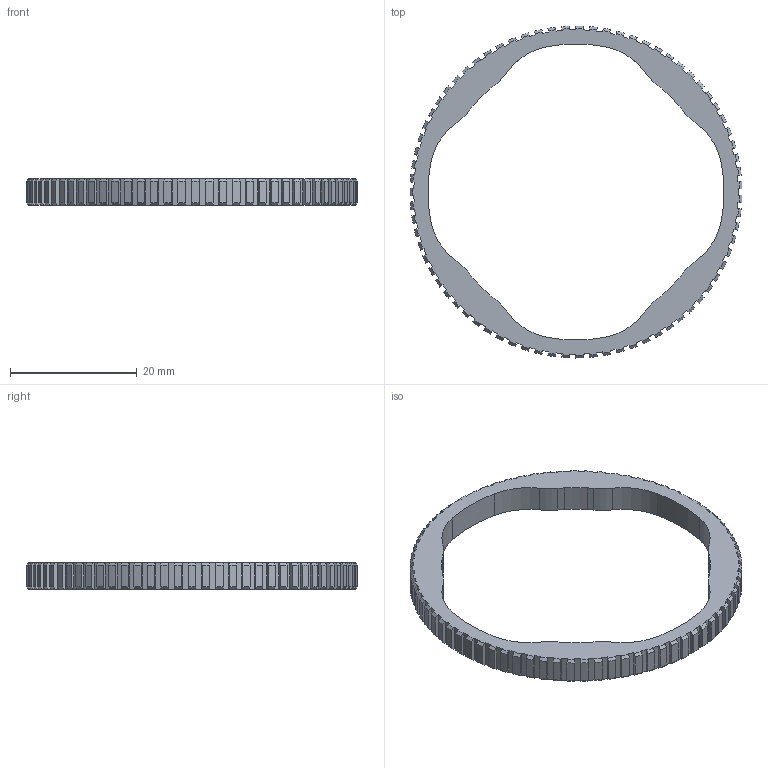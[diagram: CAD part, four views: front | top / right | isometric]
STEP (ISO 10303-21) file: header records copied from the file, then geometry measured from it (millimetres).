
FILE_DESCRIPTION(('FreeCAD Model'),'2;1');
FILE_NAME('Open CASCADE Shape Model','2023-10-24T22:31:14',(''),(''), 'Open CASCADE STEP processor 7.6','FreeCAD','Unknown');
FILE_SCHEMA(('AUTOMOTIVE_DESIGN { 1 0 10303 214 1 1 1 1 }'));
Length unit declared in the file: millimetre
Products named in the file (1): Lockring
Bounding box: 52.39 x 52.4 x 4.2 mm (x, y, z)
Volume: 2184.1 mm3; surface area: 2643.3 mm2
Topology: 1 solids, 1 shells, 484 faces, 1446 edges, 964 vertices
Faces by surface type: plane 227, cone 150, cylinder 107
Entity records: 16320 total; most frequent: CARTESIAN_POINT 2895, ORIENTED_EDGE 2892, DIRECTION 2780, EDGE_CURVE 1446, LINE 1082, VECTOR 1082, VERTEX_POINT 964, AXIS2_PLACEMENT_3D 849
